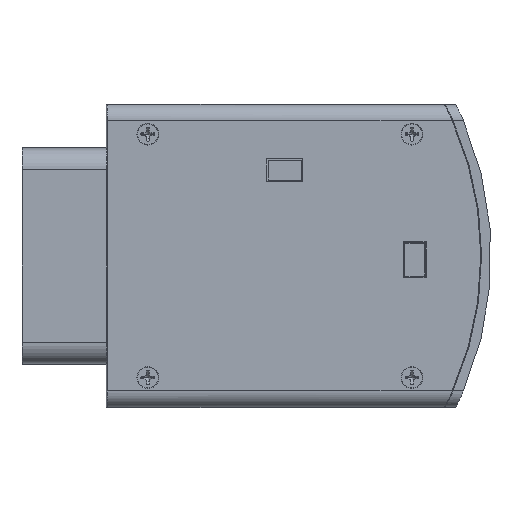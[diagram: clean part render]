
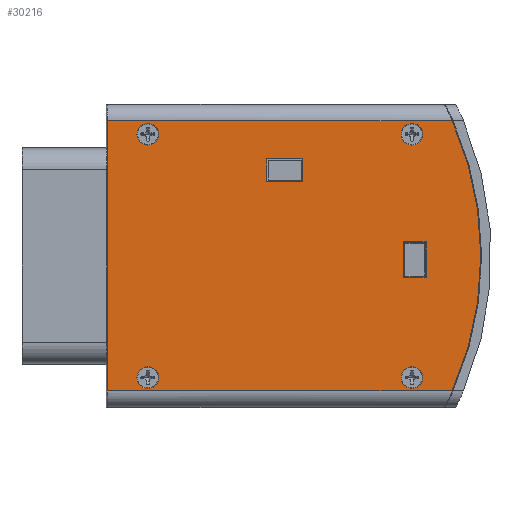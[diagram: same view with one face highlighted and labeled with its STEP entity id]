
A CAD part, top view. The second image highlights one B-rep face of the part: STEP entity #30216.
In plain terms, the highlighted planar face has unit normal (0, 0, 1).
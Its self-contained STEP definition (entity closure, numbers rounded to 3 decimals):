
#28662=CARTESIAN_POINT('',(51.562,47.752,5.));
#28663=DIRECTION('',(0.,0.,1.));
#28664=DIRECTION('',(1.,0.,0.));
#28665=AXIS2_PLACEMENT_3D('',#28662,#28663,#28664);
#28667=CARTESIAN_POINT('',(51.562,47.752,5.));
#28668=DIRECTION('',(0.,0.,1.));
#28669=DIRECTION('',(-1.,0.,0.));
#28670=AXIS2_PLACEMENT_3D('',#28667,#28668,#28669);
#28672=CARTESIAN_POINT('',(3.048,47.752,5.));
#28673=DIRECTION('',(0.,0.,1.));
#28674=DIRECTION('',(1.,0.,0.));
#28675=AXIS2_PLACEMENT_3D('',#28672,#28673,#28674);
#28677=CARTESIAN_POINT('',(3.048,47.752,5.));
#28678=DIRECTION('',(0.,0.,1.));
#28679=DIRECTION('',(-1.,0.,0.));
#28680=AXIS2_PLACEMENT_3D('',#28677,#28678,#28679);
#28682=CARTESIAN_POINT('',(51.562,3.048,5.));
#28683=DIRECTION('',(0.,0.,1.));
#28684=DIRECTION('',(1.,0.,0.));
#28685=AXIS2_PLACEMENT_3D('',#28682,#28683,#28684);
#28687=CARTESIAN_POINT('',(51.562,3.048,5.));
#28688=DIRECTION('',(0.,0.,1.));
#28689=DIRECTION('',(-1.,0.,0.));
#28690=AXIS2_PLACEMENT_3D('',#28687,#28688,#28689);
#28692=CARTESIAN_POINT('',(3.048,3.048,5.));
#28693=DIRECTION('',(0.,0.,1.));
#28694=DIRECTION('',(1.,0.,0.));
#28695=AXIS2_PLACEMENT_3D('',#28692,#28693,#28694);
#28697=CARTESIAN_POINT('',(3.048,3.048,5.));
#28698=DIRECTION('',(0.,0.,1.));
#28699=DIRECTION('',(-1.,0.,0.));
#28700=AXIS2_PLACEMENT_3D('',#28697,#28698,#28699);
#28702=CARTESIAN_POINT('',(2.982,25.4,5.));
#28703=DIRECTION('',(0.,0.,1.));
#28704=DIRECTION('',(0.914,-0.405,0.));
#28705=AXIS2_PLACEMENT_3D('',#28702,#28703,#28704);
#28707=DIRECTION('',(1.,0.,0.));
#28708=VECTOR('',#28707,63.367);
#28709=CARTESIAN_POINT('',(-4.406,0.597,5.));
#28710=LINE('',#28709,#28708);
#28711=DIRECTION('',(0.,1.,0.));
#28712=VECTOR('',#28711,49.606);
#28713=CARTESIAN_POINT('',(-4.406,0.597,5.));
#28714=LINE('',#28713,#28712);
#28715=DIRECTION('',(1.,0.,0.));
#28716=VECTOR('',#28715,63.367);
#28717=CARTESIAN_POINT('',(-4.406,50.203,5.));
#28718=LINE('',#28717,#28716);
#28719=DIRECTION('',(-1.,0.,0.));
#28720=VECTOR('',#28719,6.688);
#28721=CARTESIAN_POINT('',(31.538,43.242,5.));
#28722=LINE('',#28721,#28720);
#28723=DIRECTION('',(0.,-1.,0.));
#28724=VECTOR('',#28723,4.188);
#28725=CARTESIAN_POINT('',(24.85,43.242,5.));
#28726=LINE('',#28725,#28724);
#28727=DIRECTION('',(1.,0.,0.));
#28728=VECTOR('',#28727,6.688);
#28729=CARTESIAN_POINT('',(24.85,39.054,5.));
#28730=LINE('',#28729,#28728);
#28731=DIRECTION('',(0.,1.,0.));
#28732=VECTOR('',#28731,4.188);
#28733=CARTESIAN_POINT('',(31.538,39.054,5.));
#28734=LINE('',#28733,#28732);
#28735=DIRECTION('',(0.,-1.,0.));
#28736=VECTOR('',#28735,6.561);
#28737=CARTESIAN_POINT('',(49.976,27.982,5.));
#28738=LINE('',#28737,#28736);
#28739=DIRECTION('',(1.,0.,0.));
#28740=VECTOR('',#28739,4.188);
#28741=CARTESIAN_POINT('',(49.976,21.421,5.));
#28742=LINE('',#28741,#28740);
#28743=DIRECTION('',(0.,1.,0.));
#28744=VECTOR('',#28743,6.561);
#28745=CARTESIAN_POINT('',(54.164,21.421,5.));
#28746=LINE('',#28745,#28744);
#28747=DIRECTION('',(-1.,0.,0.));
#28748=VECTOR('',#28747,4.188);
#28749=CARTESIAN_POINT('',(54.164,27.982,5.));
#28750=LINE('',#28749,#28748);
#29016=CARTESIAN_POINT('',(-4.406,50.203,5.));
#29030=CARTESIAN_POINT('',(-4.406,0.597,5.));
#29874=VERTEX_POINT('',#29016);
#29877=VERTEX_POINT('',#29030);
#29971=CARTESIAN_POINT('',(53.562,47.752,5.));
#29972=CARTESIAN_POINT('',(49.562,47.752,5.));
#29973=VERTEX_POINT('',#29971);
#29974=VERTEX_POINT('',#29972);
#29975=CARTESIAN_POINT('',(5.048,47.752,5.));
#29976=CARTESIAN_POINT('',(1.048,47.752,5.));
#29977=VERTEX_POINT('',#29975);
#29978=VERTEX_POINT('',#29976);
#29979=CARTESIAN_POINT('',(53.562,3.048,5.));
#29980=CARTESIAN_POINT('',(49.562,3.048,5.));
#29981=VERTEX_POINT('',#29979);
#29982=VERTEX_POINT('',#29980);
#29983=CARTESIAN_POINT('',(5.048,3.048,5.));
#29984=CARTESIAN_POINT('',(1.048,3.048,5.));
#29985=VERTEX_POINT('',#29983);
#29986=VERTEX_POINT('',#29984);
#30033=CARTESIAN_POINT('',(58.961,0.597,5.));
#30034=CARTESIAN_POINT('',(58.961,50.203,5.));
#30035=VERTEX_POINT('',#30033);
#30036=VERTEX_POINT('',#30034);
#30125=CARTESIAN_POINT('',(31.538,43.242,5.));
#30126=CARTESIAN_POINT('',(24.85,43.242,5.));
#30127=VERTEX_POINT('',#30125);
#30128=VERTEX_POINT('',#30126);
#30129=CARTESIAN_POINT('',(24.85,39.054,5.));
#30130=VERTEX_POINT('',#30129);
#30131=CARTESIAN_POINT('',(31.538,39.054,5.));
#30132=VERTEX_POINT('',#30131);
#30133=CARTESIAN_POINT('',(49.976,27.982,5.));
#30134=CARTESIAN_POINT('',(49.976,21.421,5.));
#30135=VERTEX_POINT('',#30133);
#30136=VERTEX_POINT('',#30134);
#30137=CARTESIAN_POINT('',(54.164,21.421,5.));
#30138=VERTEX_POINT('',#30137);
#30139=CARTESIAN_POINT('',(54.164,27.982,5.));
#30140=VERTEX_POINT('',#30139);
#30157=CARTESIAN_POINT('',(-4.564,-2.351,5.));
#30158=DIRECTION('',(0.,0.,1.));
#30159=DIRECTION('',(0.,1.,0.));
#30160=AXIS2_PLACEMENT_3D('',#30157,#30158,#30159);
#30161=PLANE('',#30160);
#30163=ORIENTED_EDGE('',*,*,#30162,.F.);
#30165=ORIENTED_EDGE('',*,*,#30164,.F.);
#30167=ORIENTED_EDGE('',*,*,#30166,.T.);
#30169=ORIENTED_EDGE('',*,*,#30168,.T.);
#30170=EDGE_LOOP('',(#30163,#30165,#30167,#30169));
#30171=FACE_OUTER_BOUND('',#30170,.F.);
#30173=ORIENTED_EDGE('',*,*,#30172,.T.);
#30175=ORIENTED_EDGE('',*,*,#30174,.T.);
#30176=EDGE_LOOP('',(#30173,#30175));
#30177=FACE_BOUND('',#30176,.F.);
#30179=ORIENTED_EDGE('',*,*,#30178,.T.);
#30181=ORIENTED_EDGE('',*,*,#30180,.T.);
#30182=EDGE_LOOP('',(#30179,#30181));
#30183=FACE_BOUND('',#30182,.F.);
#30185=ORIENTED_EDGE('',*,*,#30184,.T.);
#30187=ORIENTED_EDGE('',*,*,#30186,.T.);
#30188=EDGE_LOOP('',(#30185,#30187));
#30189=FACE_BOUND('',#30188,.F.);
#30191=ORIENTED_EDGE('',*,*,#30190,.T.);
#30193=ORIENTED_EDGE('',*,*,#30192,.T.);
#30194=EDGE_LOOP('',(#30191,#30193));
#30195=FACE_BOUND('',#30194,.F.);
#30197=ORIENTED_EDGE('',*,*,#30196,.T.);
#30199=ORIENTED_EDGE('',*,*,#30198,.T.);
#30201=ORIENTED_EDGE('',*,*,#30200,.T.);
#30203=ORIENTED_EDGE('',*,*,#30202,.T.);
#30204=EDGE_LOOP('',(#30197,#30199,#30201,#30203));
#30205=FACE_BOUND('',#30204,.F.);
#30207=ORIENTED_EDGE('',*,*,#30206,.T.);
#30209=ORIENTED_EDGE('',*,*,#30208,.T.);
#30211=ORIENTED_EDGE('',*,*,#30210,.T.);
#30213=ORIENTED_EDGE('',*,*,#30212,.T.);
#30214=EDGE_LOOP('',(#30207,#30209,#30211,#30213));
#30215=FACE_BOUND('',#30214,.F.);
#30216=ADVANCED_FACE('',(#30171,#30177,#30183,#30189,#30195,#30205,#30215),
#30161,.T.);
#28666=CIRCLE('',#28665,2.);
#28671=CIRCLE('',#28670,2.);
#28676=CIRCLE('',#28675,2.);
#28681=CIRCLE('',#28680,2.);
#28686=CIRCLE('',#28685,2.);
#28691=CIRCLE('',#28690,2.);
#28696=CIRCLE('',#28695,2.);
#28701=CIRCLE('',#28700,2.);
#28706=CIRCLE('',#28705,61.227);
#30162=EDGE_CURVE('',#30035,#30036,#28706,.T.);
#30164=EDGE_CURVE('',#29877,#30035,#28710,.T.);
#30166=EDGE_CURVE('',#29877,#29874,#28714,.T.);
#30168=EDGE_CURVE('',#29874,#30036,#28718,.T.);
#30172=EDGE_CURVE('',#29973,#29974,#28666,.T.);
#30174=EDGE_CURVE('',#29974,#29973,#28671,.T.);
#30178=EDGE_CURVE('',#29977,#29978,#28676,.T.);
#30180=EDGE_CURVE('',#29978,#29977,#28681,.T.);
#30184=EDGE_CURVE('',#29981,#29982,#28686,.T.);
#30186=EDGE_CURVE('',#29982,#29981,#28691,.T.);
#30190=EDGE_CURVE('',#29985,#29986,#28696,.T.);
#30192=EDGE_CURVE('',#29986,#29985,#28701,.T.);
#30196=EDGE_CURVE('',#30127,#30128,#28722,.T.);
#30198=EDGE_CURVE('',#30128,#30130,#28726,.T.);
#30200=EDGE_CURVE('',#30130,#30132,#28730,.T.);
#30202=EDGE_CURVE('',#30132,#30127,#28734,.T.);
#30206=EDGE_CURVE('',#30135,#30136,#28738,.T.);
#30208=EDGE_CURVE('',#30136,#30138,#28742,.T.);
#30210=EDGE_CURVE('',#30138,#30140,#28746,.T.);
#30212=EDGE_CURVE('',#30140,#30135,#28750,.T.);
